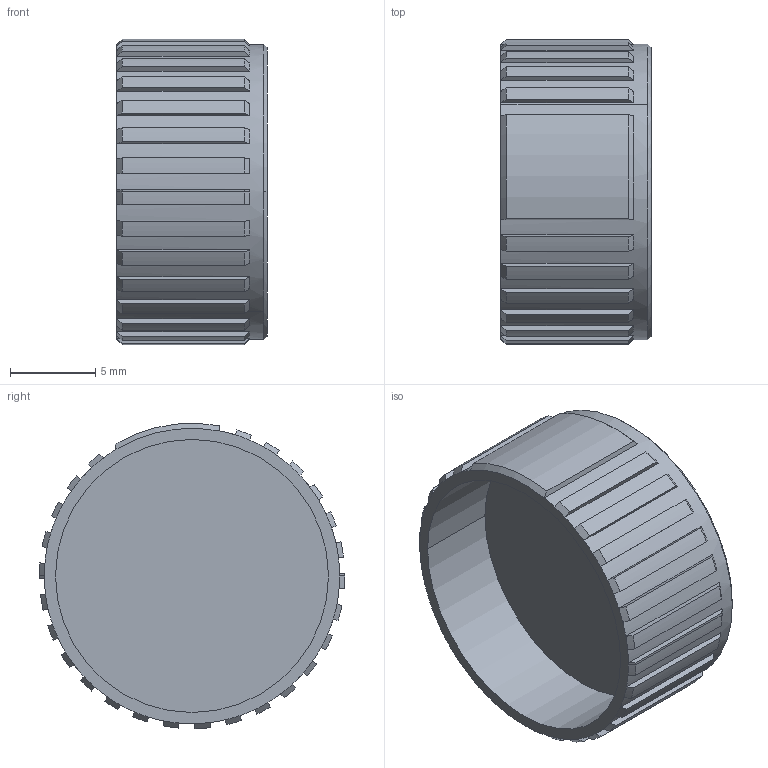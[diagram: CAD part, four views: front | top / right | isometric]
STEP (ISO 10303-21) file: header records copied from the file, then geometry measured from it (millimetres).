
FILE_DESCRIPTION(('CoCreate Modeling STEP Export'),'2;1');
FILE_NAME('LF13WBR-C.stp','2013-05-07T15:57:49',(''),(''),'CoCreate Modeling STEP processor for AP214 (Solid Model)','CoCreate Modeling 17.0 01-Apr-2010 (C) Parametric Technology GmbH','');
FILE_SCHEMA(('AUTOMOTIVE_DESIGN { 1 0 10303 214 1 1 1 1 }'));
Length unit declared in the file: millimetre
Products named in the file (1): LF13WBR-C
Bounding box: 8.8 x 17.9 x 17.89 mm (x, y, z)
Volume: 1178.9 mm3; surface area: 1309.2 mm2
Topology: 1 solids, 1 shells, 150 faces, 383 edges, 236 vertices
Faces by surface type: cone 60, plane 57, cylinder 33
Entity records: 4953 total; most frequent: CARTESIAN_POINT 1911, ORIENTED_EDGE 766, DIRECTION 422, EDGE_CURVE 383, VERTEX_POINT 236, AXIS2_PLACEMENT_3D 151, EDGE_LOOP 151, FACE_OUTER_BOUND 150
